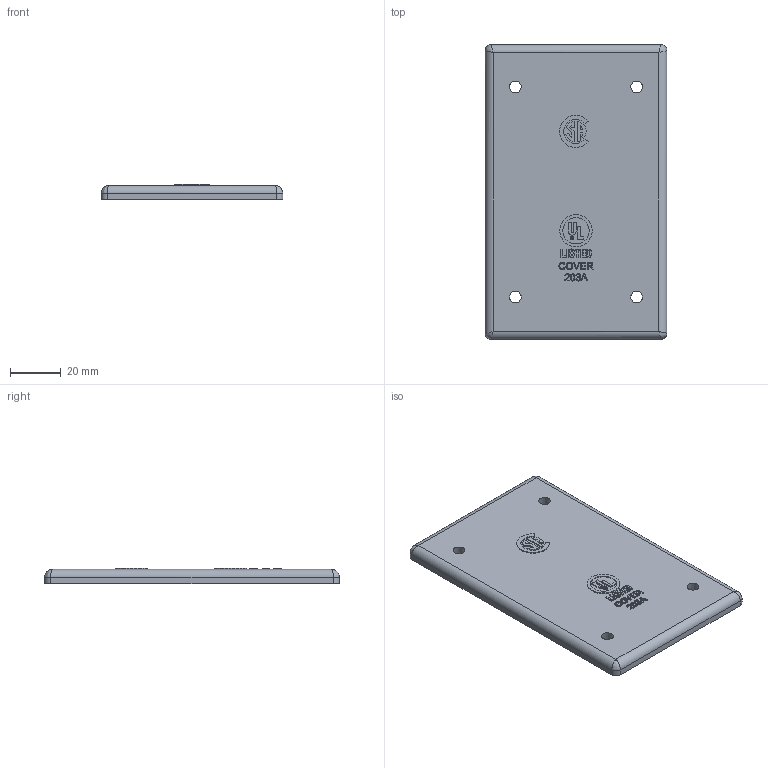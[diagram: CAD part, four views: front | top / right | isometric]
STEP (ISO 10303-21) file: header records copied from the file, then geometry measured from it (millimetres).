
FILE_DESCRIPTION(/* description */ ('FSBCM COVER (FSK-B-CM)'),/* implementation_level */ '2;1');
FILE_NAME(/* name */ 'KIL_FSBCM.stp',/* time_stamp */ '2020-11-04T16:19:12+06:00',/* author */ ('lsugumaran'),/* organization */ (''),/* preprocessor_version */ 'ST-DEVELOPER v18',/* originating_system */ 'Autodesk Inventor 2020',/* authorisation */ '');
FILE_SCHEMA (('AUTOMOTIVE_DESIGN { 1 0 10303 214 3 1 1 }'));
Length unit declared in the file: inch
Products named in the file (1): 19817AAAC
Bounding box: 71.44 x 115.89 x 5.94 mm (x, y, z)
Volume: 38849 mm3; surface area: 18748.3 mm2
Topology: 1 solids, 1 shells, 700 faces, 1884 edges, 1246 vertices
Faces by surface type: plane 431, bspline 190, cylinder 71, torus 4, cone 4
Full cylindrical faces by diameter (mm): 1.181 x1, 1.41 x1, 10.35 x1, 12.7 x1
Entity records: 23521 total; most frequent: CARTESIAN_POINT 7034, ORIENTED_EDGE 3752, DIRECTION 2704, EDGE_CURVE 1876, LINE 1342, VECTOR 1342, VERTEX_POINT 1244, EDGE_LOOP 776
